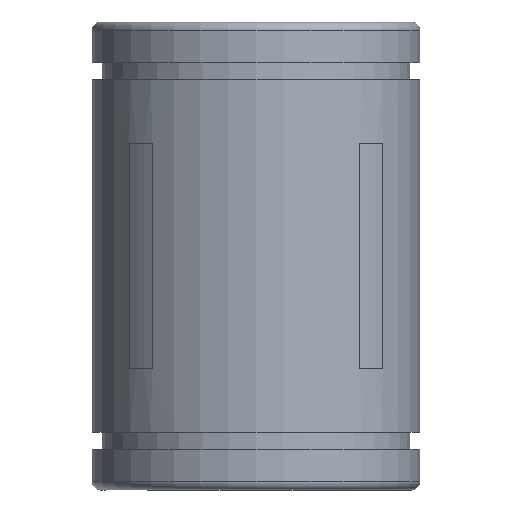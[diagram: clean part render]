
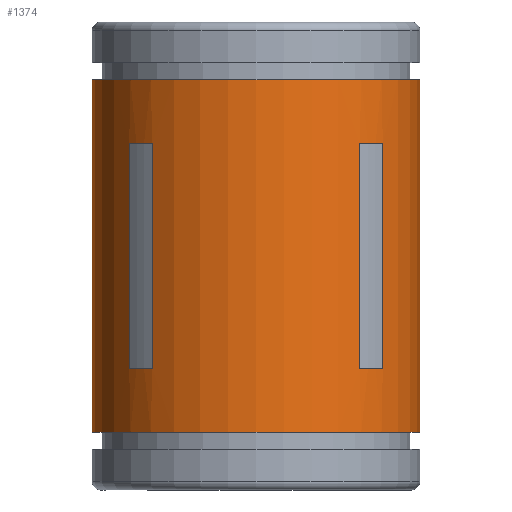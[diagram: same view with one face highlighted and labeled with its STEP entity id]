
A CAD part, left-side view. The second image highlights one B-rep face of the part: STEP entity #1374.
In plain terms, the highlighted cylindrical face has radius 11.113 mm (diameter 22.225 mm), a partial arc.
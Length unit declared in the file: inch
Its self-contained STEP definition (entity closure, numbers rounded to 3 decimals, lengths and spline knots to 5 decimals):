
#15 = CARTESIAN_POINT ( 'NONE',  ( 0., 0., 0.30103 ) ) ;
#21 = ORIENTED_EDGE ( 'NONE', *, *, #1953, .T. ) ;
#26 = CARTESIAN_POINT ( 'NONE',  ( 0., 0., -0.30102 ) ) ;
#28 = VERTEX_POINT ( 'NONE', #1422 ) ;
#39 = CIRCLE ( 'NONE', #1148, 0.4375 ) ;
#61 = AXIS2_PLACEMENT_3D ( 'NONE', #26, #383, #1812 ) ;
#122 = DIRECTION ( 'NONE',  ( -0.633, -0.774, 0. ) ) ;
#133 = EDGE_CURVE ( 'NONE', #1666, #2152, #1127, .T. ) ;
#200 = EDGE_LOOP ( 'NONE', ( #1097, #580, #516, #1069 ) ) ;
#209 = CARTESIAN_POINT ( 'NONE',  ( 0., -0.4375, 0.60205 ) ) ;
#254 = CARTESIAN_POINT ( 'NONE',  ( -0.3387, -0.27693, 0.30103 ) ) ;
#269 = CARTESIAN_POINT ( 'NONE',  ( -0.3387, -0.27693, 0.30103 ) ) ;
#284 = CARTESIAN_POINT ( 'NONE',  ( -0.3387, 0.27693, -0.30102 ) ) ;
#356 = CARTESIAN_POINT ( 'NONE',  ( 0., 0., -0.30102 ) ) ;
#383 = DIRECTION ( 'NONE',  ( 0., 0., 1. ) ) ;
#397 = VERTEX_POINT ( 'NONE', #1760 ) ;
#440 = FACE_BOUND ( 'NONE', #200, .T. ) ;
#450 = AXIS2_PLACEMENT_3D ( 'NONE', #1724, #1534, #1543 ) ;
#454 = DIRECTION ( 'NONE',  ( 0., 0., 1. ) ) ;
#489 = DIRECTION ( 'NONE',  ( 0., 0., 1. ) ) ;
#516 = ORIENTED_EDGE ( 'NONE', *, *, #956, .F. ) ;
#533 = LINE ( 'NONE', #1243, #739 ) ;
#552 = DIRECTION ( 'NONE',  ( 0., 0., 1. ) ) ;
#580 = ORIENTED_EDGE ( 'NONE', *, *, #931, .F. ) ;
#600 = ORIENTED_EDGE ( 'NONE', *, *, #1008, .F. ) ;
#631 = AXIS2_PLACEMENT_3D ( 'NONE', #1633, #1502, #2016 ) ;
#652 = LINE ( 'NONE', #269, #2169 ) ;
#701 = CIRCLE ( 'NONE', #450, 0.4375 ) ;
#722 = VERTEX_POINT ( 'NONE', #1757 ) ;
#739 = VECTOR ( 'NONE', #1255, 39.37008 ) ;
#753 = ORIENTED_EDGE ( 'NONE', *, *, #1559, .T. ) ;
#761 = CIRCLE ( 'NONE', #61, 0.4375 ) ;
#887 = CIRCLE ( 'NONE', #1268, 0.4375 ) ;
#929 = FACE_BOUND ( 'NONE', #1815, .T. ) ;
#931 = EDGE_CURVE ( 'NONE', #1677, #1838, #2063, .T. ) ;
#945 = VERTEX_POINT ( 'NONE', #1671 ) ;
#956 = EDGE_CURVE ( 'NONE', #1827, #1677, #761, .T. ) ;
#1008 = EDGE_CURVE ( 'NONE', #1674, #28, #2160, .T. ) ;
#1011 = CARTESIAN_POINT ( 'NONE',  ( -0.27693, -0.3387, 0.30103 ) ) ;
#1019 = DIRECTION ( 'NONE',  ( 0., 0., 1. ) ) ;
#1069 = ORIENTED_EDGE ( 'NONE', *, *, #2303, .F. ) ;
#1097 = ORIENTED_EDGE ( 'NONE', *, *, #1517, .T. ) ;
#1113 = VECTOR ( 'NONE', #1254, 39.37008 ) ;
#1124 = CARTESIAN_POINT ( 'NONE',  ( -0.27693, -0.3387, -0.30102 ) ) ;
#1127 = CIRCLE ( 'NONE', #1881, 0.4375 ) ;
#1148 = AXIS2_PLACEMENT_3D ( 'NONE', #15, #1402, #1751 ) ;
#1162 = DIRECTION ( 'NONE',  ( 0., 0., 1. ) ) ;
#1222 = AXIS2_PLACEMENT_3D ( 'NONE', #1357, #1019, #122 ) ;
#1240 = LINE ( 'NONE', #209, #1113 ) ;
#1243 = CARTESIAN_POINT ( 'NONE',  ( 0., 0.4375, 0.60205 ) ) ;
#1254 = DIRECTION ( 'NONE',  ( 0., 0., 1. ) ) ;
#1255 = DIRECTION ( 'NONE',  ( 0., 0., 1. ) ) ;
#1257 = DIRECTION ( 'NONE',  ( 0., 0., -1. ) ) ;
#1263 = DIRECTION ( 'NONE',  ( -0.774, 0.633, 0. ) ) ;
#1268 = AXIS2_PLACEMENT_3D ( 'NONE', #356, #552, #1263 ) ;
#1272 = CARTESIAN_POINT ( 'NONE',  ( -0.27693, 0.3387, 0.30103 ) ) ;
#1276 = ORIENTED_EDGE ( 'NONE', *, *, #133, .F. ) ;
#1346 = EDGE_CURVE ( 'NONE', #1755, #1666, #533, .T. ) ;
#1357 = CARTESIAN_POINT ( 'NONE',  ( 0., 0., 0.30103 ) ) ;
#1374 = ADVANCED_FACE ( 'NONE', ( #2177, #929, #440 ), #2215, .T. ) ;
#1380 = LINE ( 'NONE', #284, #1873 ) ;
#1402 = DIRECTION ( 'NONE',  ( 0., 0., 1. ) ) ;
#1422 = CARTESIAN_POINT ( 'NONE',  ( -0.27693, 0.3387, -0.30102 ) ) ;
#1477 = CARTESIAN_POINT ( 'NONE',  ( 0., 0., 0.4701 ) ) ;
#1502 = DIRECTION ( 'NONE',  ( 0., 0., 1. ) ) ;
#1517 = EDGE_CURVE ( 'NONE', #2194, #1838, #1943, .T. ) ;
#1526 = DIRECTION ( 'NONE',  ( 0., 0., -1. ) ) ;
#1534 = DIRECTION ( 'NONE',  ( 0., 0., 1. ) ) ;
#1543 = DIRECTION ( 'NONE',  ( 0., -1., 0. ) ) ;
#1544 = EDGE_CURVE ( 'NONE', #722, #397, #1380, .T. ) ;
#1559 = EDGE_CURVE ( 'NONE', #1755, #945, #701, .T. ) ;
#1591 = ORIENTED_EDGE ( 'NONE', *, *, #1346, .F. ) ;
#1633 = CARTESIAN_POINT ( 'NONE',  ( 0., 0., 0.60205 ) ) ;
#1636 = ORIENTED_EDGE ( 'NONE', *, *, #1544, .F. ) ;
#1666 = VERTEX_POINT ( 'NONE', #2072 ) ;
#1671 = CARTESIAN_POINT ( 'NONE',  ( 0., -0.4375, -0.4701 ) ) ;
#1674 = VERTEX_POINT ( 'NONE', #2234 ) ;
#1677 = VERTEX_POINT ( 'NONE', #1917 ) ;
#1708 = EDGE_CURVE ( 'NONE', #28, #722, #887, .T. ) ;
#1724 = CARTESIAN_POINT ( 'NONE',  ( 0., 0., -0.4701 ) ) ;
#1751 = DIRECTION ( 'NONE',  ( -0.774, 0.633, 0. ) ) ;
#1755 = VERTEX_POINT ( 'NONE', #1781 ) ;
#1757 = CARTESIAN_POINT ( 'NONE',  ( -0.3387, 0.27693, -0.30102 ) ) ;
#1760 = CARTESIAN_POINT ( 'NONE',  ( -0.3387, 0.27693, 0.30103 ) ) ;
#1771 = VECTOR ( 'NONE', #1257, 39.37008 ) ;
#1781 = CARTESIAN_POINT ( 'NONE',  ( 0., 0.4375, -0.4701 ) ) ;
#1812 = DIRECTION ( 'NONE',  ( -0.633, -0.774, 0. ) ) ;
#1815 = EDGE_LOOP ( 'NONE', ( #2161, #1636, #1991, #600 ) ) ;
#1827 = VERTEX_POINT ( 'NONE', #2258 ) ;
#1838 = VERTEX_POINT ( 'NONE', #1011 ) ;
#1873 = VECTOR ( 'NONE', #489, 39.37008 ) ;
#1881 = AXIS2_PLACEMENT_3D ( 'NONE', #1477, #1162, #1889 ) ;
#1889 = DIRECTION ( 'NONE',  ( 0., -1., 0. ) ) ;
#1917 = CARTESIAN_POINT ( 'NONE',  ( -0.27693, -0.3387, -0.30102 ) ) ;
#1943 = CIRCLE ( 'NONE', #1222, 0.4375 ) ;
#1953 = EDGE_CURVE ( 'NONE', #945, #2152, #1240, .T. ) ;
#1991 = ORIENTED_EDGE ( 'NONE', *, *, #1708, .F. ) ;
#2016 = DIRECTION ( 'NONE',  ( 0., -1., 0. ) ) ;
#2063 = LINE ( 'NONE', #1124, #2154 ) ;
#2072 = CARTESIAN_POINT ( 'NONE',  ( 0., 0.4375, 0.4701 ) ) ;
#2113 = EDGE_LOOP ( 'NONE', ( #1591, #753, #21, #1276 ) ) ;
#2130 = CARTESIAN_POINT ( 'NONE',  ( 0., -0.4375, 0.4701 ) ) ;
#2152 = VERTEX_POINT ( 'NONE', #2130 ) ;
#2154 = VECTOR ( 'NONE', #454, 39.37008 ) ;
#2160 = LINE ( 'NONE', #1272, #1771 ) ;
#2161 = ORIENTED_EDGE ( 'NONE', *, *, #2168, .T. ) ;
#2168 = EDGE_CURVE ( 'NONE', #1674, #397, #39, .T. ) ;
#2169 = VECTOR ( 'NONE', #1526, 39.37008 ) ;
#2177 = FACE_OUTER_BOUND ( 'NONE', #2113, .T. ) ;
#2194 = VERTEX_POINT ( 'NONE', #254 ) ;
#2215 = CYLINDRICAL_SURFACE ( 'NONE', #631, 0.4375 ) ;
#2234 = CARTESIAN_POINT ( 'NONE',  ( -0.27693, 0.3387, 0.30103 ) ) ;
#2258 = CARTESIAN_POINT ( 'NONE',  ( -0.3387, -0.27693, -0.30102 ) ) ;
#2303 = EDGE_CURVE ( 'NONE', #2194, #1827, #652, .T. ) ;
